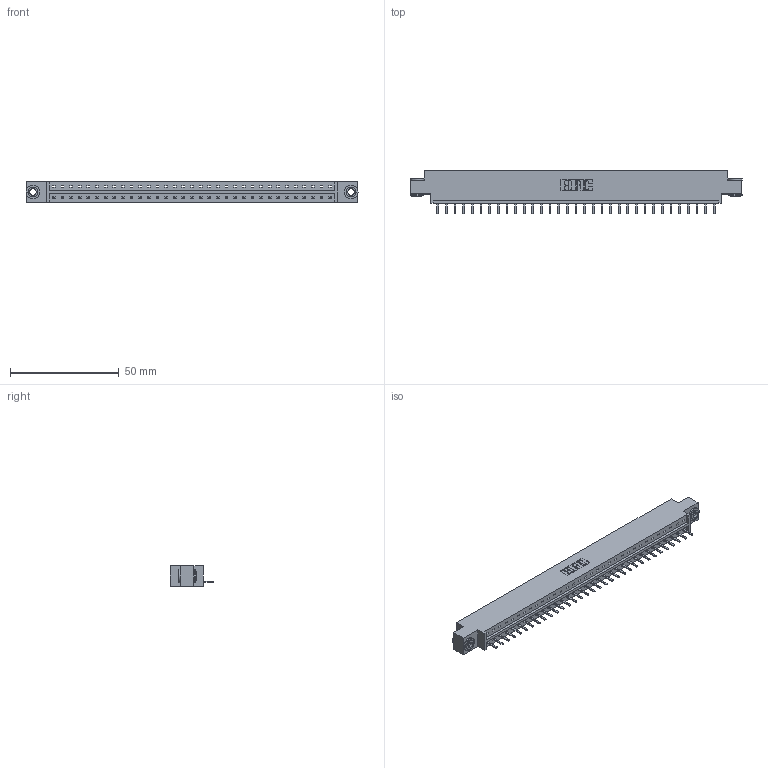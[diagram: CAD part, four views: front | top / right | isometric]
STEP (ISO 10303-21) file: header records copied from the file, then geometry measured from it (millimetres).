
FILE_DESCRIPTION (( 'STEP AP203' ), '1' );
FILE_NAME ('333-033-520-603.STEP', '2018-08-02T21:00:27', ( '' ), ( '' ), 'SwSTEP 2.0', 'SolidWorks 2016', '' );
FILE_SCHEMA (( 'CONFIG_CONTROL_DESIGN' ));
Length unit declared in the file: inch
Products named in the file (4): 333 Part_Offset - .156 Dia - TH; 345-292-001_345-293-120; 345-250-002_345-250-002-102; 333-033-520-603
Assembly tree (36 placements, depth 2):
  333-033-520-603
    333 Part_Offset - .156 Dia - TH
    345-292-001_345-293-120  x33
    345-250-002_345-250-002-102  x2
Bounding box: 152.3 x 20.02 x 9.4 mm (x, y, z)
Volume: 14944.8 mm3; surface area: 16203.7 mm2
Topology: 36 solids, 36 shells, 2202 faces, 6471 edges, 4222 vertices
Faces by surface type: plane 1536, cylinder 658, cone 8
Entity records: 22234 total; most frequent: CARTESIAN_POINT 3828, ORIENTED_EDGE 3778, DIRECTION 3269, EDGE_CURVE 1889, VECTOR 1733, LINE 1733, VERTEX_POINT 1254, AXIS2_PLACEMENT_3D 768
